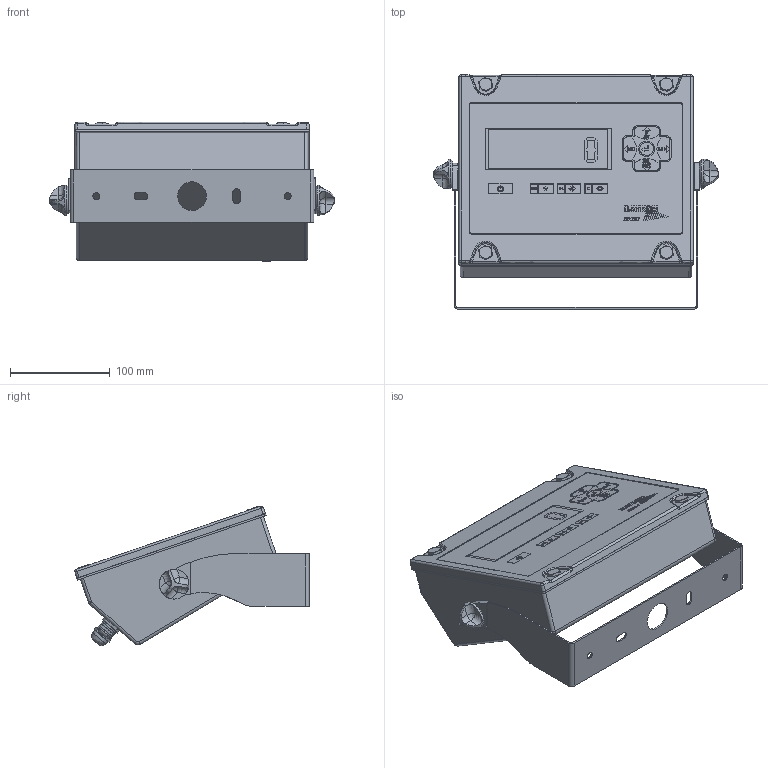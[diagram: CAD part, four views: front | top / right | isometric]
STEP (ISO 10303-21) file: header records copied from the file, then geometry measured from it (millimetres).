
FILE_DESCRIPTION(('FreeCAD Model'),'2;1');
FILE_NAME('Open CASCADE Shape Model','2025-05-09T19:38:15',('FreeCAD'),( 'FreeCAD'),'Open CASCADE STEP processor 7.6','FreeCAD','Unknown');
FILE_SCHEMA(('AUTOMOTIVE_DESIGN { 1 0 10303 214 1 1 1 1 }'));
Products named in the file (1): Open CASCADE STEP translator 7.6 1
Bounding box: 285.83 x 235.31 x 140.32 mm (x, y, z)
Volume: 732687.9 mm3; surface area: 392507.7 mm2
Topology: 12 solids, 12 shells, 1326 faces, 3361 edges, 2171 vertices
Faces by surface type: bspline 1326
Entity records: 53475 total; most frequent: CARTESIAN_POINT 33100, ORIENTED_EDGE 6702, EDGE_CURVE 3351, B_SPLINE_CURVE_WITH_KNOTS 2801, VERTEX_POINT 2171, FACE_BOUND 1494, EDGE_LOOP 1494, ADVANCED_FACE 1326
